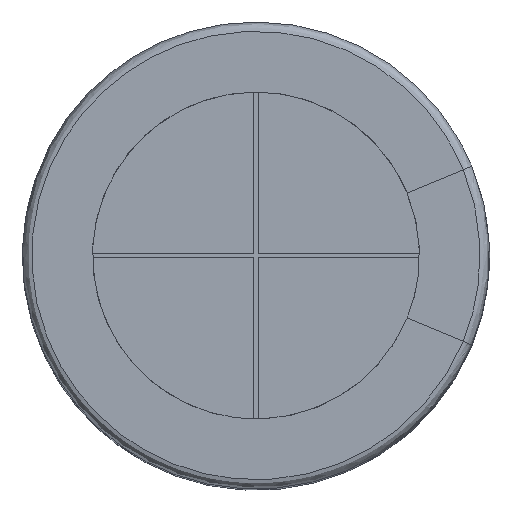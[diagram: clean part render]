
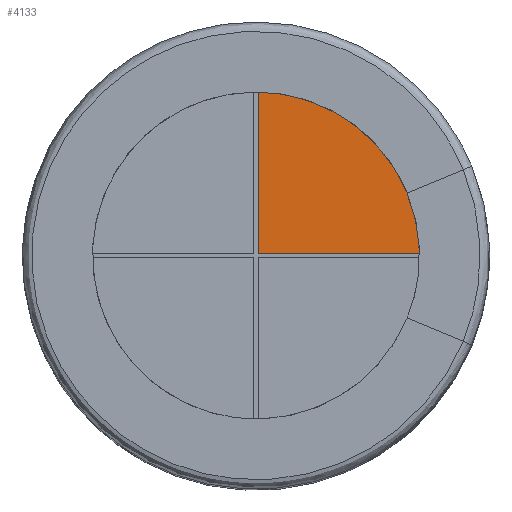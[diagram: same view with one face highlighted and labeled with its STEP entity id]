
A CAD part, top view. The second image highlights one B-rep face of the part: STEP entity #4133.
In plain terms, the highlighted free-form (B-spline) face has degree [1, 1] with [2, 2] control points.
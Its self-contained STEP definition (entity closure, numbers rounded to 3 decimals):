
#3337 = ( BOUNDED_SURFACE() B_SPLINE_SURFACE(2,1,(
    (#3338,#3339)
    ,(#3340,#3341)
    ,(#3342,#3343)
    ,(#3344,#3345)
    ,(#3346,#3347)
    ,(#3348,#3349)
    ,(#3350,#3351
)),.UNSPECIFIED.,.F.,.F.,.F.) B_SPLINE_SURFACE_WITH_KNOTS((3,2,2,3),(2,2
    ),(0.,1.833,3.665,5.498),(0.,0.2),
.PIECEWISE_BEZIER_KNOTS.) GEOMETRIC_REPRESENTATION_ITEM() 
RATIONAL_B_SPLINE_SURFACE((
    (1.,1.)
    ,(0.609,0.609)
    ,(1.,1.)
    ,(0.609,0.609)
    ,(1.,1.)
    ,(0.609,0.609)
,(1.,1.))) REPRESENTATION_ITEM('') SURFACE() );
#3338 = CARTESIAN_POINT('',(5.734,-1.339,16.));
#3339 = CARTESIAN_POINT('',(5.734,-1.339,15.68));
#3340 = CARTESIAN_POINT('',(3.988,-5.553,16.));
#3341 = CARTESIAN_POINT('',(3.988,-5.553,15.68));
#3342 = CARTESIAN_POINT('',(0.369,-2.777,16.));
#3343 = CARTESIAN_POINT('',(0.369,-2.777,15.68));
#3344 = CARTESIAN_POINT('',(-3.249,0.,16.));
#3345 = CARTESIAN_POINT('',(-3.249,0.,15.68));
#3346 = CARTESIAN_POINT('',(0.369,2.777,16.));
#3347 = CARTESIAN_POINT('',(0.369,2.777,15.68));
#3348 = CARTESIAN_POINT('',(3.988,5.553,16.));
#3349 = CARTESIAN_POINT('',(3.988,5.553,15.68));
#3350 = CARTESIAN_POINT('',(5.734,1.339,16.));
#3351 = CARTESIAN_POINT('',(5.734,1.339,15.68));
#3400 = ( BOUNDED_SURFACE() B_SPLINE_SURFACE(2,1,(
    (#3401,#3402)
    ,(#3403,#3404)
    ,(#3405,#3406
)),.UNSPECIFIED.,.F.,.F.,.F.) B_SPLINE_SURFACE_WITH_KNOTS((3,3),(2,2),(
    0.,0.785),(0.,0.2),.PIECEWISE_BEZIER_KNOTS.) 
GEOMETRIC_REPRESENTATION_ITEM() RATIONAL_B_SPLINE_SURFACE((
    (1.,1.)
    ,(0.924,0.924)
,(1.,1.))) REPRESENTATION_ITEM('') SURFACE() );
#3401 = CARTESIAN_POINT('',(5.734,1.339,16.));
#3402 = CARTESIAN_POINT('',(5.734,1.339,15.68));
#3403 = CARTESIAN_POINT('',(6.288,0.,16.));
#3404 = CARTESIAN_POINT('',(6.288,0.,15.68));
#3405 = CARTESIAN_POINT('',(5.734,-1.339,16.));
#3406 = CARTESIAN_POINT('',(5.734,-1.339,15.68));
#3442 = VERTEX_POINT('',#3443);
#3443 = CARTESIAN_POINT('',(5.734,1.339,15.84));
#3463 = EDGE_CURVE('',#3442,#3464,#3466,.T.);
#3464 = VERTEX_POINT('',#3465);
#3465 = CARTESIAN_POINT('',(2.55,3.5,15.84));
#3466 = SURFACE_CURVE('',#3467,(#3471,#3481),.PCURVE_S1.);
#3467 = ( BOUNDED_CURVE() B_SPLINE_CURVE(2,(#3468,#3469,#3470),
.UNSPECIFIED.,.F.,.F.) B_SPLINE_CURVE_WITH_KNOTS((3,3),(3.534,
4.698),.PIECEWISE_BEZIER_KNOTS.) CURVE() 
GEOMETRIC_REPRESENTATION_ITEM() RATIONAL_B_SPLINE_CURVE((1.,
0.835,1.)) REPRESENTATION_ITEM('') );
#3468 = CARTESIAN_POINT('',(5.734,1.339,15.84));
#3469 = CARTESIAN_POINT('',(4.852,3.467,15.84));
#3470 = CARTESIAN_POINT('',(2.55,3.5,15.84));
#3471 = PCURVE('',#3337,#3472);
#3472 = DEFINITIONAL_REPRESENTATION('',(#3473),#3480);
#3473 = B_SPLINE_CURVE_WITH_KNOTS('',5,(#3474,#3475,#3476,#3477,#3478,
    #3479),.UNSPECIFIED.,.F.,.F.,(6,6),(3.534,4.698),
  .PIECEWISE_BEZIER_KNOTS.);
#3474 = CARTESIAN_POINT('',(5.498,0.1));
#3475 = CARTESIAN_POINT('',(5.244,0.1));
#3476 = CARTESIAN_POINT('',(5.003,0.1));
#3477 = CARTESIAN_POINT('',(4.775,0.1));
#3478 = CARTESIAN_POINT('',(4.558,0.1));
#3479 = CARTESIAN_POINT('',(4.35,0.1));
#3480 = ( GEOMETRIC_REPRESENTATION_CONTEXT(2) 
PARAMETRIC_REPRESENTATION_CONTEXT() REPRESENTATION_CONTEXT('2D SPACE',''
  ) );
#3481 = PCURVE('',#3482,#3487);
#3482 = B_SPLINE_SURFACE_WITH_KNOTS('',1,1,(
    (#3483,#3484)
    ,(#3485,#3486
    )),.UNSPECIFIED.,.F.,.F.,.F.,(2,2),(2,2),(-3.5,-0.05),(
    0.05,3.5),.PIECEWISE_BEZIER_KNOTS.);
#3483 = CARTESIAN_POINT('',(2.55,3.5,15.84));
#3484 = CARTESIAN_POINT('',(6.,3.5,15.84));
#3485 = CARTESIAN_POINT('',(2.55,0.05,15.84));
#3486 = CARTESIAN_POINT('',(6.,0.05,15.84));
#3487 = DEFINITIONAL_REPRESENTATION('',(#3488),#3492);
#3488 = ( BOUNDED_CURVE() B_SPLINE_CURVE(2,(#3489,#3490,#3491),
.UNSPECIFIED.,.F.,.F.) B_SPLINE_CURVE_WITH_KNOTS((3,3),(3.534,
4.698),.PIECEWISE_BEZIER_KNOTS.) CURVE() 
GEOMETRIC_REPRESENTATION_ITEM() RATIONAL_B_SPLINE_CURVE((1.,
0.835,1.)) REPRESENTATION_ITEM('') );
#3489 = CARTESIAN_POINT('',(-1.339,3.234));
#3490 = CARTESIAN_POINT('',(-3.467,2.352));
#3491 = CARTESIAN_POINT('',(-3.5,0.05));
#3492 = ( GEOMETRIC_REPRESENTATION_CONTEXT(2) 
PARAMETRIC_REPRESENTATION_CONTEXT() REPRESENTATION_CONTEXT('2D SPACE',''
  ) );
#3509 = B_SPLINE_SURFACE_WITH_KNOTS('',1,1,(
    (#3510,#3511)
    ,(#3512,#3513
    )),.UNSPECIFIED.,.F.,.F.,.F.,(2,2),(2,2),(0.,3.45),(
    -0.1,0.),.PIECEWISE_BEZIER_KNOTS.);
#3510 = CARTESIAN_POINT('',(2.55,0.05,15.68));
#3511 = CARTESIAN_POINT('',(2.55,0.05,15.84));
#3512 = CARTESIAN_POINT('',(2.55,3.5,15.68));
#3513 = CARTESIAN_POINT('',(2.55,3.5,15.84));
#4001 = VERTEX_POINT('',#4002);
#4002 = CARTESIAN_POINT('',(6.,0.05,15.84));
#4015 = B_SPLINE_SURFACE_WITH_KNOTS('',1,1,(
    (#4016,#4017)
    ,(#4018,#4019
    )),.UNSPECIFIED.,.F.,.F.,.F.,(2,2),(2,2),(6.55,10.),(
    -0.1,0.),.PIECEWISE_BEZIER_KNOTS.);
#4016 = CARTESIAN_POINT('',(6.,0.05,15.68));
#4017 = CARTESIAN_POINT('',(6.,0.05,15.84));
#4018 = CARTESIAN_POINT('',(2.55,0.05,15.68));
#4019 = CARTESIAN_POINT('',(2.55,0.05,15.84));
#4026 = EDGE_CURVE('',#4001,#3442,#4027,.T.);
#4027 = SURFACE_CURVE('',#4028,(#4032,#4040),.PCURVE_S1.);
#4028 = ( BOUNDED_CURVE() B_SPLINE_CURVE(2,(#4029,#4030,#4031),
.UNSPECIFIED.,.F.,.F.) B_SPLINE_CURVE_WITH_KNOTS((3,3),(3.156,
3.534),.PIECEWISE_BEZIER_KNOTS.) CURVE() 
GEOMETRIC_REPRESENTATION_ITEM() RATIONAL_B_SPLINE_CURVE((1.,
0.982,1.)) REPRESENTATION_ITEM('') );
#4029 = CARTESIAN_POINT('',(6.,0.05,15.84));
#4030 = CARTESIAN_POINT('',(5.99,0.72,15.84));
#4031 = CARTESIAN_POINT('',(5.734,1.339,15.84));
#4032 = PCURVE('',#3400,#4033);
#4033 = DEFINITIONAL_REPRESENTATION('',(#4034),#4039);
#4034 = B_SPLINE_CURVE_WITH_KNOTS('',3,(#4035,#4036,#4037,#4038),
  .UNSPECIFIED.,.F.,.F.,(4,4),(3.156,3.534),
  .PIECEWISE_BEZIER_KNOTS.);
#4035 = CARTESIAN_POINT('',(0.379,0.1));
#4036 = CARTESIAN_POINT('',(0.255,0.1));
#4037 = CARTESIAN_POINT('',(0.129,0.1));
#4038 = CARTESIAN_POINT('',(0.,0.1));
#4039 = ( GEOMETRIC_REPRESENTATION_CONTEXT(2) 
PARAMETRIC_REPRESENTATION_CONTEXT() REPRESENTATION_CONTEXT('2D SPACE',''
  ) );
#4040 = PCURVE('',#3482,#4041);
#4041 = DEFINITIONAL_REPRESENTATION('',(#4042),#4046);
#4042 = ( BOUNDED_CURVE() B_SPLINE_CURVE(2,(#4043,#4044,#4045),
.UNSPECIFIED.,.F.,.F.) B_SPLINE_CURVE_WITH_KNOTS((3,3),(3.156,
3.534),.PIECEWISE_BEZIER_KNOTS.) CURVE() 
GEOMETRIC_REPRESENTATION_ITEM() RATIONAL_B_SPLINE_CURVE((1.,
0.982,1.)) REPRESENTATION_ITEM('') );
#4043 = CARTESIAN_POINT('',(-0.05,3.5));
#4044 = CARTESIAN_POINT('',(-0.72,3.49));
#4045 = CARTESIAN_POINT('',(-1.339,3.234));
#4046 = ( GEOMETRIC_REPRESENTATION_CONTEXT(2) 
PARAMETRIC_REPRESENTATION_CONTEXT() REPRESENTATION_CONTEXT('2D SPACE',''
  ) );
#4133 = ADVANCED_FACE('',(#4134),#3482,.T.);
#4134 = FACE_BOUND('',#4135,.T.);
#4135 = EDGE_LOOP('',(#4136,#4137,#4138,#4158));
#4136 = ORIENTED_EDGE('',*,*,#4026,.T.);
#4137 = ORIENTED_EDGE('',*,*,#3463,.T.);
#4138 = ORIENTED_EDGE('',*,*,#4139,.F.);
#4139 = EDGE_CURVE('',#4140,#3464,#4142,.T.);
#4140 = VERTEX_POINT('',#4141);
#4141 = CARTESIAN_POINT('',(2.55,0.05,15.84));
#4142 = SURFACE_CURVE('',#4143,(#4146,#4152),.PCURVE_S1.);
#4143 = B_SPLINE_CURVE_WITH_KNOTS('',1,(#4144,#4145),.UNSPECIFIED.,.F.,
  .F.,(2,2),(0.,3.45),.PIECEWISE_BEZIER_KNOTS.);
#4144 = CARTESIAN_POINT('',(2.55,0.05,15.84));
#4145 = CARTESIAN_POINT('',(2.55,3.5,15.84));
#4146 = PCURVE('',#3482,#4147);
#4147 = DEFINITIONAL_REPRESENTATION('',(#4148),#4151);
#4148 = B_SPLINE_CURVE_WITH_KNOTS('',1,(#4149,#4150),.UNSPECIFIED.,.F.,
  .F.,(2,2),(0.,3.45),.PIECEWISE_BEZIER_KNOTS.);
#4149 = CARTESIAN_POINT('',(-0.05,0.05));
#4150 = CARTESIAN_POINT('',(-3.5,0.05));
#4151 = ( GEOMETRIC_REPRESENTATION_CONTEXT(2) 
PARAMETRIC_REPRESENTATION_CONTEXT() REPRESENTATION_CONTEXT('2D SPACE',''
  ) );
#4152 = PCURVE('',#3509,#4153);
#4153 = DEFINITIONAL_REPRESENTATION('',(#4154),#4157);
#4154 = B_SPLINE_CURVE_WITH_KNOTS('',1,(#4155,#4156),.UNSPECIFIED.,.F.,
  .F.,(2,2),(0.,3.45),.PIECEWISE_BEZIER_KNOTS.);
#4155 = CARTESIAN_POINT('',(0.,0.));
#4156 = CARTESIAN_POINT('',(3.45,0.));
#4157 = ( GEOMETRIC_REPRESENTATION_CONTEXT(2) 
PARAMETRIC_REPRESENTATION_CONTEXT() REPRESENTATION_CONTEXT('2D SPACE',''
  ) );
#4158 = ORIENTED_EDGE('',*,*,#4159,.F.);
#4159 = EDGE_CURVE('',#4001,#4140,#4160,.T.);
#4160 = SURFACE_CURVE('',#4161,(#4164,#4170),.PCURVE_S1.);
#4161 = B_SPLINE_CURVE_WITH_KNOTS('',1,(#4162,#4163),.UNSPECIFIED.,.F.,
  .F.,(2,2),(6.55,10.),.PIECEWISE_BEZIER_KNOTS.);
#4162 = CARTESIAN_POINT('',(6.,0.05,15.84));
#4163 = CARTESIAN_POINT('',(2.55,0.05,15.84));
#4164 = PCURVE('',#3482,#4165);
#4165 = DEFINITIONAL_REPRESENTATION('',(#4166),#4169);
#4166 = B_SPLINE_CURVE_WITH_KNOTS('',1,(#4167,#4168),.UNSPECIFIED.,.F.,
  .F.,(2,2),(6.55,10.),.PIECEWISE_BEZIER_KNOTS.);
#4167 = CARTESIAN_POINT('',(-0.05,3.5));
#4168 = CARTESIAN_POINT('',(-0.05,0.05));
#4169 = ( GEOMETRIC_REPRESENTATION_CONTEXT(2) 
PARAMETRIC_REPRESENTATION_CONTEXT() REPRESENTATION_CONTEXT('2D SPACE',''
  ) );
#4170 = PCURVE('',#4015,#4171);
#4171 = DEFINITIONAL_REPRESENTATION('',(#4172),#4175);
#4172 = B_SPLINE_CURVE_WITH_KNOTS('',1,(#4173,#4174),.UNSPECIFIED.,.F.,
  .F.,(2,2),(6.55,10.),.PIECEWISE_BEZIER_KNOTS.);
#4173 = CARTESIAN_POINT('',(6.55,0.));
#4174 = CARTESIAN_POINT('',(10.,0.));
#4175 = ( GEOMETRIC_REPRESENTATION_CONTEXT(2) 
PARAMETRIC_REPRESENTATION_CONTEXT() REPRESENTATION_CONTEXT('2D SPACE',''
  ) );
